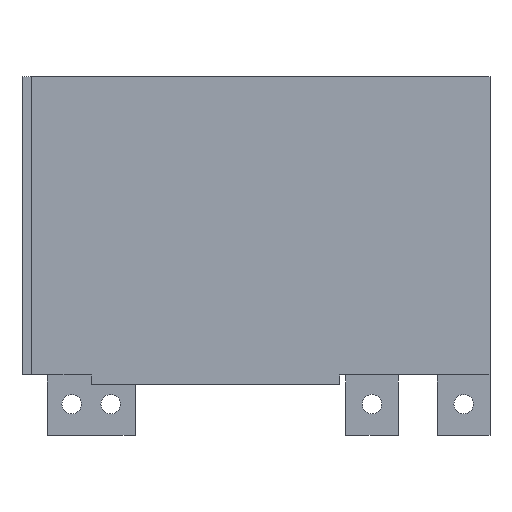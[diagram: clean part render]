
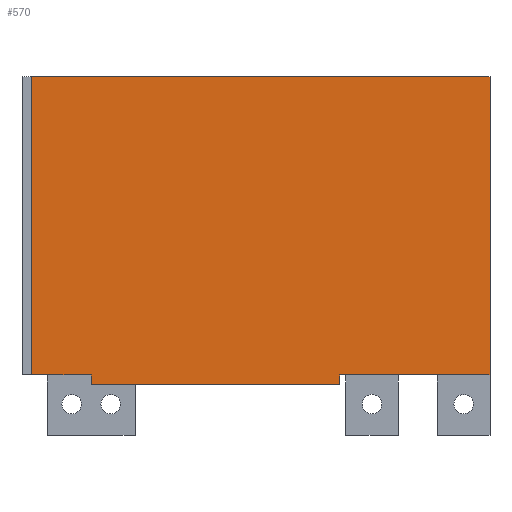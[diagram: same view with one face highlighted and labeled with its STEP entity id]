
A CAD part, front view. The second image highlights one B-rep face of the part: STEP entity #570.
In plain terms, the highlighted planar face has unit normal (0, -1, 0).
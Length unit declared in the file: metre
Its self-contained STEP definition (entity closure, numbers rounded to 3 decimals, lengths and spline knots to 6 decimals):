
#163=ORIENTED_EDGE('',*,*,#231,.F.);
#164=ORIENTED_EDGE('',*,*,#235,.T.);
#165=ORIENTED_EDGE('',*,*,#238,.T.);
#166=ORIENTED_EDGE('',*,*,#241,.T.);
#167=ORIENTED_EDGE('',*,*,#244,.T.);
#168=ORIENTED_EDGE('',*,*,#247,.T.);
#169=ORIENTED_EDGE('',*,*,#250,.T.);
#170=ORIENTED_EDGE('',*,*,#252,.T.);
#231=EDGE_CURVE('',#291,#292,#347,.T.);
#235=EDGE_CURVE('',#291,#294,#351,.T.);
#238=EDGE_CURVE('',#294,#296,#354,.T.);
#241=EDGE_CURVE('',#296,#298,#357,.T.);
#244=EDGE_CURVE('',#298,#300,#360,.T.);
#247=EDGE_CURVE('',#300,#302,#363,.T.);
#250=EDGE_CURVE('',#302,#304,#366,.T.);
#252=EDGE_CURVE('',#304,#292,#368,.T.);
#291=VERTEX_POINT('',#912);
#292=VERTEX_POINT('',#914);
#294=VERTEX_POINT('',#920);
#296=VERTEX_POINT('',#926);
#298=VERTEX_POINT('',#932);
#300=VERTEX_POINT('',#938);
#302=VERTEX_POINT('',#944);
#304=VERTEX_POINT('',#950);
#347=LINE('',#913,#411);
#351=LINE('',#921,#415);
#354=LINE('',#927,#418);
#357=LINE('',#933,#421);
#360=LINE('',#939,#424);
#363=LINE('',#945,#427);
#366=LINE('',#951,#430);
#368=LINE('',#954,#432);
#411=VECTOR('',#759,1.);
#415=VECTOR('',#765,1.);
#418=VECTOR('',#770,1.);
#421=VECTOR('',#775,1.);
#424=VECTOR('',#780,1.);
#427=VECTOR('',#785,1.);
#430=VECTOR('',#790,1.);
#432=VECTOR('',#794,1.);
#473=EDGE_LOOP('',(#163,#164,#165,#166,#167,#168,#169,#170));
#515=FACE_BOUND('',#473,.T.);
#540=PLANE('',#649);
#570=ADVANCED_FACE('',(#515),#540,.T.);
#649=AXIS2_PLACEMENT_3D('',#955,#795,#796);
#759=DIRECTION('',(-1.,0.,0.));
#765=DIRECTION('',(0.,0.,-1.));
#770=DIRECTION('',(1.,0.,0.));
#775=DIRECTION('',(0.,0.,1.));
#780=DIRECTION('',(1.,0.,0.));
#785=DIRECTION('',(0.,0.,1.));
#790=DIRECTION('',(-1.,0.,0.));
#794=DIRECTION('',(0.,0.,-1.));
#795=DIRECTION('',(0.,-1.,0.));
#796=DIRECTION('',(1.,0.,0.));
#912=CARTESIAN_POINT('',(-0.02045,-0.0377,0.0005));
#913=CARTESIAN_POINT('',(-0.021975,-0.0377,0.0005));
#914=CARTESIAN_POINT('',(-0.0235,-0.0377,0.0005));
#920=CARTESIAN_POINT('',(-0.02045,-0.0377,0.));
#921=CARTESIAN_POINT('',(-0.02045,-0.0377,0.00025));
#926=CARTESIAN_POINT('',(-0.0077,-0.0377,0.));
#927=CARTESIAN_POINT('',(-0.014075,-0.0377,0.));
#932=CARTESIAN_POINT('',(-0.0077,-0.0377,0.0005));
#933=CARTESIAN_POINT('',(-0.0077,-0.0377,0.00025));
#938=CARTESIAN_POINT('',(0.,-0.0377,0.0005));
#939=CARTESIAN_POINT('',(-0.0128,-0.0377,0.0005));
#944=CARTESIAN_POINT('',(0.,-0.0377,0.0158));
#945=CARTESIAN_POINT('',(0.,-0.0377,0.0066));
#950=CARTESIAN_POINT('',(-0.0235,-0.0377,0.0158));
#951=CARTESIAN_POINT('',(-0.012,-0.0377,0.0158));
#954=CARTESIAN_POINT('',(-0.0235,-0.0377,0.00815));
#955=CARTESIAN_POINT('',(-0.012,-0.0377,0.0066));
